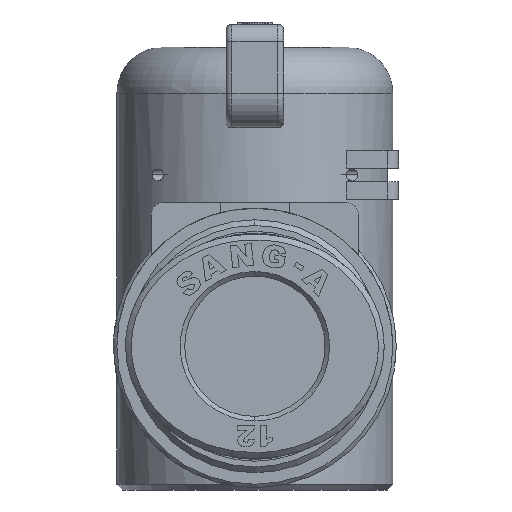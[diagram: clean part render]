
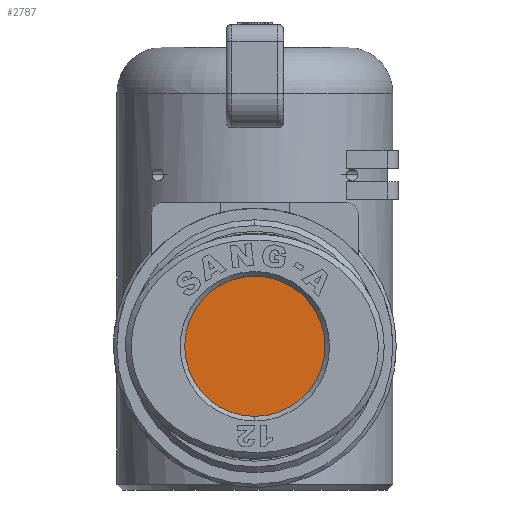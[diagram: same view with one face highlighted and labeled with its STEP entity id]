
A CAD part, front view. The second image highlights one B-rep face of the part: STEP entity #2787.
In plain terms, the highlighted planar face has unit normal (0, -1, 0).
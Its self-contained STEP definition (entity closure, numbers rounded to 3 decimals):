
#2661=CARTESIAN_POINT('',(-0.1,-18.1,-13.95));
#2662=VERTEX_POINT('',#2661);
#2676=CARTESIAN_POINT('',(-0.1,-18.1,-1.75));
#2677=VERTEX_POINT('',#2676);
#2684=CARTESIAN_POINT('',(-0.1,-18.1,-7.85));
#2685=DIRECTION('',(0.0,1.0,0.0));
#2686=DIRECTION('',(0.0,0.0,-1.0));
#2687=AXIS2_PLACEMENT_3D('',#2684,#2685,#2686);
#2688=CIRCLE('',#2687,6.1);
#2689=EDGE_CURVE('',#2677,#2662,#2688,.T.);
#2766=CARTESIAN_POINT('',(-0.1,-18.1,-7.85));
#2767=DIRECTION('',(0.0,1.0,0.0));
#2768=DIRECTION('',(0.0,0.0,-1.0));
#2769=AXIS2_PLACEMENT_3D('',#2766,#2767,#2768);
#2770=CIRCLE('',#2769,6.1);
#2771=EDGE_CURVE('',#2662,#2677,#2770,.T.);
#2778=CARTESIAN_POINT('',(-0.1,-18.1,-7.85));
#2779=DIRECTION('',(0.0,1.0,0.0));
#2780=DIRECTION('',(0.0,0.0,-1.0));
#2781=AXIS2_PLACEMENT_3D('',#2778,#2779,#2780);
#2782=PLANE('',#2781);
#2783=ORIENTED_EDGE('',*,*,#2771,.F.);
#2784=ORIENTED_EDGE('',*,*,#2689,.F.);
#2785=EDGE_LOOP('',(#2783,#2784));
#2786=FACE_OUTER_BOUND('',#2785,.T.);
#2787=ADVANCED_FACE('',(#2786),#2782,.F.);
